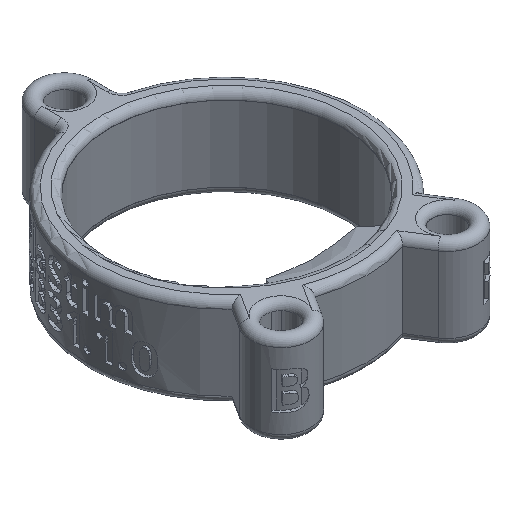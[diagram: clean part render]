
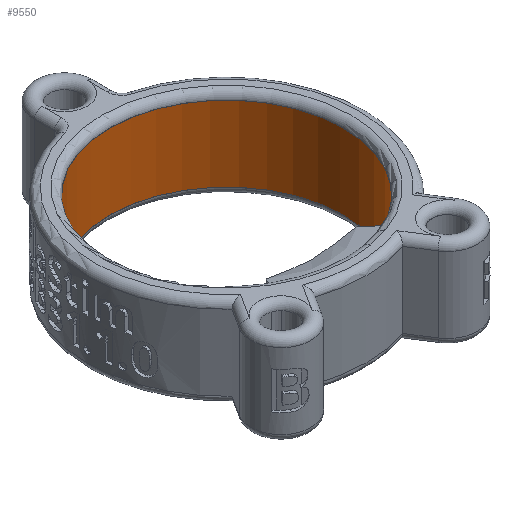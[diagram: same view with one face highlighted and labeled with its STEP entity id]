
A CAD part, isometric view. The second image highlights one B-rep face of the part: STEP entity #9550.
In plain terms, the highlighted cylindrical face has radius 15.5 mm (diameter 31 mm), a partial arc.
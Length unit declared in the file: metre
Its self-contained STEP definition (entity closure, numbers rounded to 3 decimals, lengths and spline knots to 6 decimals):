
#840=CYLINDRICAL_SURFACE('',#10172,0.0155);
#986=LINE('',#13059,#1666);
#987=LINE('',#13060,#1667);
#1666=VECTOR('',#10943,1.);
#1667=VECTOR('',#10944,1.);
#2430=ORIENTED_EDGE('',*,*,#5388,.T.);
#2431=ORIENTED_EDGE('',*,*,#5409,.T.);
#2432=ORIENTED_EDGE('',*,*,#5396,.F.);
#2433=ORIENTED_EDGE('',*,*,#5410,.F.);
#5388=EDGE_CURVE('',#6887,#6886,#7864,.T.);
#5396=EDGE_CURVE('',#6893,#6895,#7868,.T.);
#5409=EDGE_CURVE('',#6886,#6895,#986,.T.);
#5410=EDGE_CURVE('',#6887,#6893,#987,.T.);
#6886=VERTEX_POINT('',#13016);
#6887=VERTEX_POINT('',#13018);
#6893=VERTEX_POINT('',#13032);
#6895=VERTEX_POINT('',#13035);
#7864=CIRCLE('',#10160,0.0155);
#7868=CIRCLE('',#10165,0.0155);
#8117=EDGE_LOOP('',(#2430,#2431,#2432,#2433));
#8728=FACE_BOUND('',#8117,.T.);
#9550=ADVANCED_FACE('',(#8728),#840,.F.);
#10160=AXIS2_PLACEMENT_3D('',#13017,#10906,#10907);
#10165=AXIS2_PLACEMENT_3D('',#13034,#10920,#10921);
#10172=AXIS2_PLACEMENT_3D('',#13058,#10941,#10942);
#10906=DIRECTION('',(0.,0.,1.));
#10907=DIRECTION('',(1.,0.,0.));
#10920=DIRECTION('',(0.,0.,1.));
#10921=DIRECTION('',(1.,0.,0.));
#10941=DIRECTION('',(0.,0.,-1.));
#10942=DIRECTION('',(-1.,0.,0.));
#10943=DIRECTION('',(0.,0.,-1.));
#10944=DIRECTION('',(0.,0.,-1.));
#13016=CARTESIAN_POINT('',(-0.008328,-0.013073,0.005));
#13017=CARTESIAN_POINT('',(0.,0.,0.005));
#13018=CARTESIAN_POINT('',(0.008328,-0.013073,0.005));
#13032=CARTESIAN_POINT('',(0.008328,-0.013073,-0.005));
#13034=CARTESIAN_POINT('',(0.,0.,-0.005));
#13035=CARTESIAN_POINT('',(-0.008328,-0.013073,-0.005));
#13058=CARTESIAN_POINT('',(0.,0.,0.005));
#13059=CARTESIAN_POINT('',(-0.008328,-0.013073,0.006002));
#13060=CARTESIAN_POINT('',(0.008328,-0.013073,0.006002));
